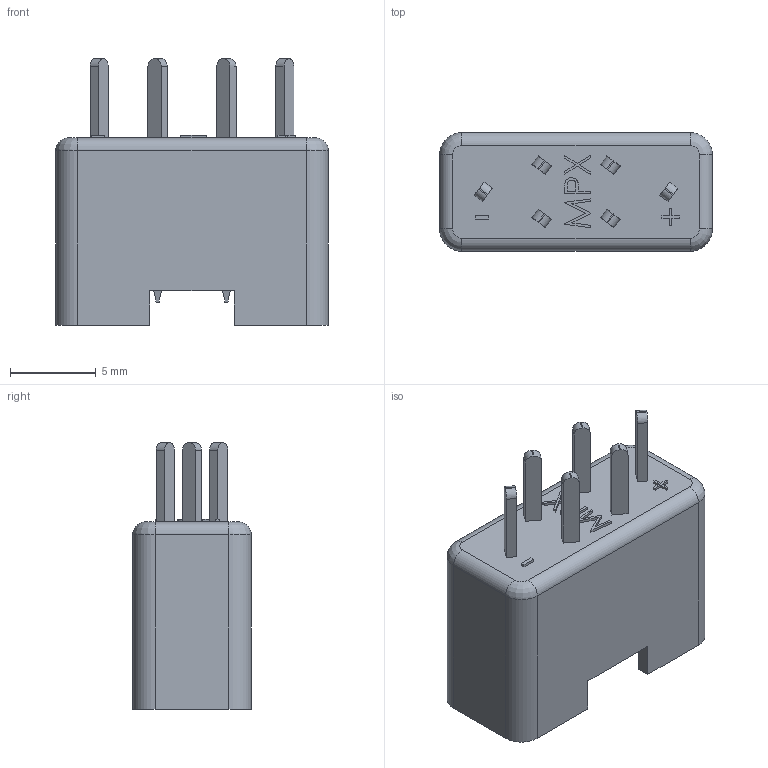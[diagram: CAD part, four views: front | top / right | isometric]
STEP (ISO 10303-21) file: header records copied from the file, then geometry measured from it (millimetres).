
FILE_DESCRIPTION(('FreeCAD Model'),'2;1');
FILE_NAME('CONNECTOR MULTIPLEX SOCKET.step', '2018-12-01T16:34:36',('kicad StepUp'),('ksu MCAD'), 'Open CASCADE STEP processor 7.2','FreeCAD','Unknown');
FILE_SCHEMA(('AUTOMOTIVE_DESIGN { 1 0 10303 214 1 1 1 1 }'));
Length unit declared in the file: millimetre
Products named in the file (1): CONNECTOR,_MULTIPLEX,_SOCKET
Bounding box: 15.87 x 6.89 x 15.5 mm (x, y, z)
Volume: 674.2 mm3; surface area: 1009.2 mm2
Topology: 1 solids, 1 shells, 191 faces, 481 edges, 310 vertices
Faces by surface type: plane 157, cylinder 24, bspline 6, revolution 4
Entity records: 12489 total; most frequent: CARTESIAN_POINT 2723, DIRECTION 1799, LINE 1315, VECTOR 1315, ORIENTED_EDGE 962, PCURVE 962, DEFINITIONAL_REPRESENTATION 962, EDGE_CURVE 481
